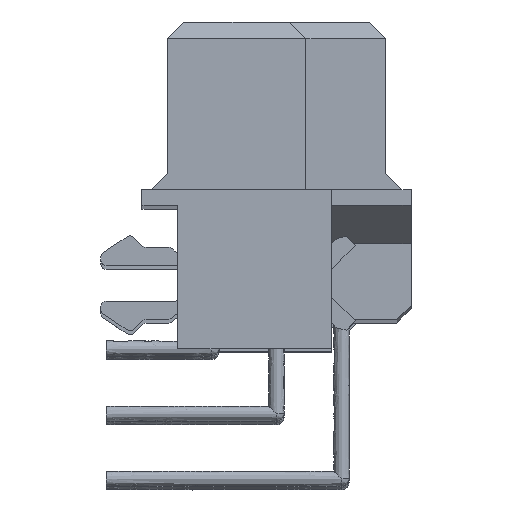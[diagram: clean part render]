
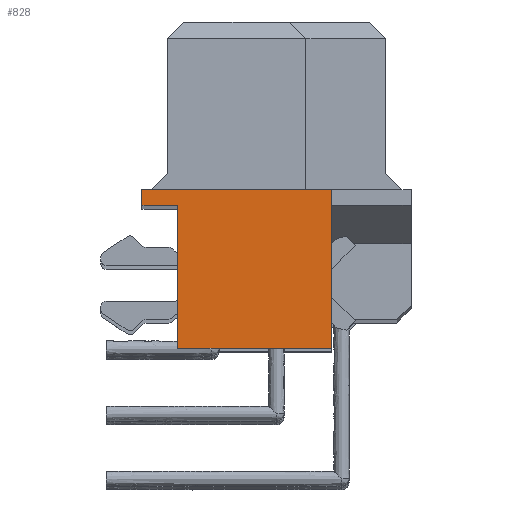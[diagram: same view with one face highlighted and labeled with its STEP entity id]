
A CAD part, top view. The second image highlights one B-rep face of the part: STEP entity #828.
In plain terms, the highlighted free-form (B-spline) face has degree [1, 1] with [2, 2] control points.
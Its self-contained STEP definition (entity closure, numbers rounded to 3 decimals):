
#828=ADVANCED_FACE('F27',(#1973),#1974,.T.);
#1274=EDGE_CURVE('E73',#2583,#2586,#2587,.T.);
#1282=EDGE_CURVE('E72',#2586,#2597,#2598,.T.);
#1312=EDGE_CURVE('E71',#2635,#2597,#2636,.T.);
#1320=EDGE_CURVE('E70',#2644,#2635,#2645,.T.);
#1322=EDGE_CURVE('E74',#2647,#2583,#2648,.T.);
#1324=EDGE_CURVE('E62',#2644,#2647,#2650,.T.);
#1973=FACE_OUTER_BOUND('',#4206,.T.);
#1974=B_SPLINE_SURFACE_WITH_KNOTS('',1,1,((#4207,#4208),(#4209,#4210)),.UNSPECIFIED.,.F.,.F.,.F.,(2,2),(2,2),(0.053,0.683),(0.008,0.535),.UNSPECIFIED.);
#2583=VERTEX_POINT('V42',#5820);
#2586=VERTEX_POINT('V41',#5825);
#2587=B_SPLINE_CURVE_WITH_KNOTS('',1,(#5826,#5827),.UNSPECIFIED.,.F.,.F.,(2,2),(0.0,1.0),.UNSPECIFIED.);
#2597=VERTEX_POINT('V40',#5844);
#2598=B_SPLINE_CURVE_WITH_KNOTS('',1,(#5845,#5846),.UNSPECIFIED.,.F.,.F.,(2,2),(0.0,0.705),.UNSPECIFIED.);
#2635=VERTEX_POINT('V39',#5912);
#2636=B_SPLINE_CURVE_WITH_KNOTS('',1,(#5913,#5914),.UNSPECIFIED.,.F.,.F.,(2,2),(0.0,1.0),.UNSPECIFIED.);
#2644=VERTEX_POINT('V32',#5949);
#2645=B_SPLINE_CURVE_WITH_KNOTS('',1,(#5950,#5951),.UNSPECIFIED.,.F.,.F.,(2,2),(0.0,5.31),.UNSPECIFIED.);
#2647=VERTEX_POINT('V33',#5954);
#2648=B_SPLINE_CURVE_WITH_KNOTS('',1,(#5955,#5956),.UNSPECIFIED.,.F.,.F.,(2,2),(0.0,1.0),.UNSPECIFIED.);
#2650=B_SPLINE_CURVE_WITH_KNOTS('',1,(#5959,#5960),.UNSPECIFIED.,.F.,.F.,(2,2),(0.0,1.0),.UNSPECIFIED.);
#4206=EDGE_LOOP('',(#7331,#7332,#7333,#7334,#7335,#7336));
#4207=CARTESIAN_POINT('',(-18.93,-6.254,94.0));
#4208=CARTESIAN_POINT('',(-18.93,-0.072,94.0));
#4209=CARTESIAN_POINT('',(-11.528,-6.254,94.0));
#4210=CARTESIAN_POINT('',(-11.528,-0.072,94.0));
#5820=CARTESIAN_POINT('',(-18.929,-0.673,94.0));
#5825=CARTESIAN_POINT('',(-18.929,-0.073,94.0));
#5826=CARTESIAN_POINT('',(-18.929,-0.673,94.0));
#5827=CARTESIAN_POINT('',(-18.929,-0.073,94.0));
#5844=CARTESIAN_POINT('',(-11.529,-0.073,94.0));
#5845=CARTESIAN_POINT('',(-18.929,-0.073,94.0));
#5846=CARTESIAN_POINT('',(-11.529,-0.073,94.0));
#5912=CARTESIAN_POINT('',(-11.529,-6.253,94.0));
#5913=CARTESIAN_POINT('',(-11.529,-6.253,94.0));
#5914=CARTESIAN_POINT('',(-11.529,-0.073,94.0));
#5949=CARTESIAN_POINT('',(-17.529,-6.253,94.0));
#5950=CARTESIAN_POINT('',(-17.529,-6.253,94.0));
#5951=CARTESIAN_POINT('',(-11.529,-6.253,94.0));
#5954=CARTESIAN_POINT('',(-17.529,-0.673,94.0));
#5955=CARTESIAN_POINT('',(-17.529,-0.673,94.0));
#5956=CARTESIAN_POINT('',(-18.929,-0.673,94.0));
#5959=CARTESIAN_POINT('',(-17.529,-6.253,94.0));
#5960=CARTESIAN_POINT('',(-17.529,-0.673,94.0));
#7331=ORIENTED_EDGE('',*,*,#1320,.T.);
#7332=ORIENTED_EDGE('',*,*,#1312,.T.);
#7333=ORIENTED_EDGE('',*,*,#1282,.F.);
#7334=ORIENTED_EDGE('',*,*,#1274,.F.);
#7335=ORIENTED_EDGE('',*,*,#1322,.F.);
#7336=ORIENTED_EDGE('',*,*,#1324,.F.);
